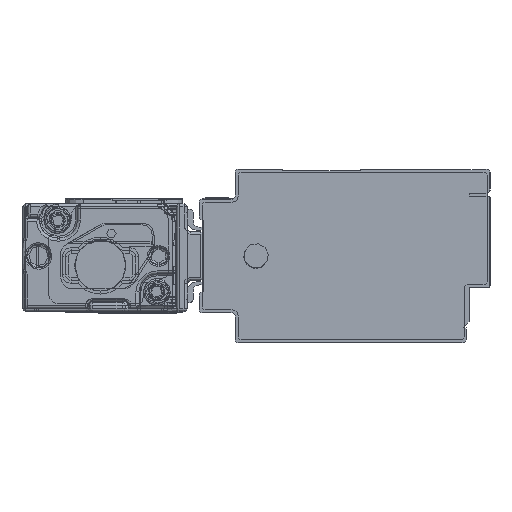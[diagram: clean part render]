
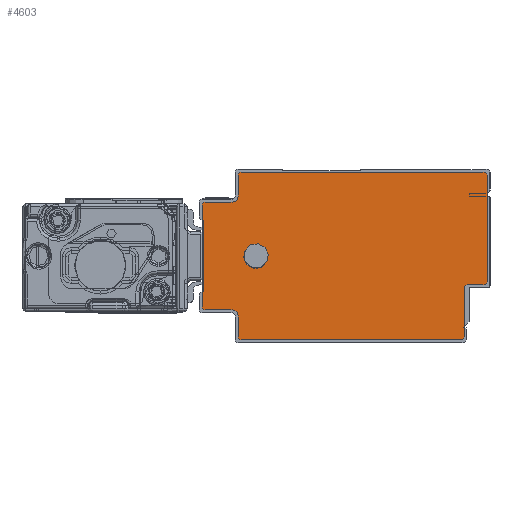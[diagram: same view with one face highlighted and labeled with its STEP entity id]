
A CAD part, left-side view. The second image highlights one B-rep face of the part: STEP entity #4603.
In plain terms, the highlighted planar face has unit normal (-1, 0, 0).
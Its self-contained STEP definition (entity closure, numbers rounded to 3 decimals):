
#1875=AXIS2_PLACEMENT_3D('Circle Axis2P3D',#1873,#1874,$) ;
#1913=AXIS2_PLACEMENT_3D('Circle Axis2P3D',#1911,#1912,$) ;
#1951=AXIS2_PLACEMENT_3D('Circle Axis2P3D',#1949,#1950,$) ;
#1989=AXIS2_PLACEMENT_3D('Circle Axis2P3D',#1987,#1988,$) ;
#4486=AXIS2_PLACEMENT_3D('Plane Axis2P3D',#4483,#4484,#4485) ;
#4490=AXIS2_PLACEMENT_3D('Circle Axis2P3D',#4488,#4489,$) ;
#4504=AXIS2_PLACEMENT_3D('Circle Axis2P3D',#4502,#4503,$) ;
#4518=AXIS2_PLACEMENT_3D('Circle Axis2P3D',#4516,#4517,$) ;
#4532=AXIS2_PLACEMENT_3D('Circle Axis2P3D',#4530,#4531,$) ;
#4546=AXIS2_PLACEMENT_3D('Circle Axis2P3D',#4544,#4545,$) ;
#4560=AXIS2_PLACEMENT_3D('Circle Axis2P3D',#4558,#4559,$) ;
#4587=AXIS2_PLACEMENT_3D('Circle Axis2P3D',#4585,#4586,$) ;
#4596=AXIS2_PLACEMENT_3D('Circle Axis2P3D',#4594,#4595,$) ;
#1831=CARTESIAN_POINT('Line Origine',(-3175.5,44.,14.5)) ;
#1835=CARTESIAN_POINT('Vertex',(-3175.5,44.,6.)) ;
#1837=CARTESIAN_POINT('Vertex',(-3175.5,44.,23.)) ;
#1873=CARTESIAN_POINT('Axis2P3D Location',(-3175.5,43.5,23.)) ;
#1877=CARTESIAN_POINT('Vertex',(-3175.5,43.5,23.5)) ;
#1892=CARTESIAN_POINT('Line Origine',(-3175.5,41.25,23.5)) ;
#1896=CARTESIAN_POINT('Vertex',(-3175.5,39.,23.5)) ;
#1911=CARTESIAN_POINT('Axis2P3D Location',(-3175.5,39.,24.5)) ;
#1915=CARTESIAN_POINT('Vertex',(-3175.5,38.,24.5)) ;
#1930=CARTESIAN_POINT('Line Origine',(-3175.5,38.,26.25)) ;
#1934=CARTESIAN_POINT('Vertex',(-3175.5,38.,28.)) ;
#1949=CARTESIAN_POINT('Axis2P3D Location',(-3175.5,37.5,28.)) ;
#1953=CARTESIAN_POINT('Vertex',(-3175.5,37.5,28.5)) ;
#1968=CARTESIAN_POINT('Line Origine',(-3175.5,17.25,28.5)) ;
#1972=CARTESIAN_POINT('Vertex',(-3175.5,-3.,28.5)) ;
#1987=CARTESIAN_POINT('Axis2P3D Location',(-3175.5,-3.,28.)) ;
#1991=CARTESIAN_POINT('Vertex',(-3175.5,-3.5,28.)) ;
#2006=CARTESIAN_POINT('Line Origine',(-3175.5,-3.5,19.1)) ;
#2010=CARTESIAN_POINT('Vertex',(-3175.5,-3.5,10.2)) ;
#4483=CARTESIAN_POINT('Axis2P3D Location',(-3175.5,0.,0.)) ;
#4488=CARTESIAN_POINT('Axis2P3D Location',(-3175.5,43.5,6.)) ;
#4492=CARTESIAN_POINT('Vertex',(-3175.5,43.5,5.5)) ;
#4495=CARTESIAN_POINT('Line Origine',(-3175.5,41.25,5.5)) ;
#4499=CARTESIAN_POINT('Vertex',(-3175.5,39.,5.5)) ;
#4502=CARTESIAN_POINT('Axis2P3D Location',(-3175.5,39.,4.5)) ;
#4506=CARTESIAN_POINT('Vertex',(-3175.5,38.,4.5)) ;
#4509=CARTESIAN_POINT('Line Origine',(-3175.5,38.,2.75)) ;
#4513=CARTESIAN_POINT('Vertex',(-3175.5,38.,1.)) ;
#4516=CARTESIAN_POINT('Axis2P3D Location',(-3175.5,37.5,1.)) ;
#4520=CARTESIAN_POINT('Vertex',(-3175.5,37.5,0.5)) ;
#4523=CARTESIAN_POINT('Line Origine',(-3175.5,19.15,0.5)) ;
#4527=CARTESIAN_POINT('Vertex',(-3175.5,0.8,0.5)) ;
#4530=CARTESIAN_POINT('Axis2P3D Location',(-3175.5,0.8,1.)) ;
#4534=CARTESIAN_POINT('Vertex',(-3175.5,0.3,1.)) ;
#4537=CARTESIAN_POINT('Line Origine',(-3175.5,0.3,5.1)) ;
#4541=CARTESIAN_POINT('Vertex',(-3175.5,0.3,9.2)) ;
#4544=CARTESIAN_POINT('Axis2P3D Location',(-3175.5,-0.2,9.2)) ;
#4548=CARTESIAN_POINT('Vertex',(-3175.5,-0.2,9.7)) ;
#4551=CARTESIAN_POINT('Line Origine',(-3175.5,-1.6,9.7)) ;
#4555=CARTESIAN_POINT('Vertex',(-3175.5,-3.,9.7)) ;
#4558=CARTESIAN_POINT('Axis2P3D Location',(-3175.5,-3.,10.2)) ;
#4585=CARTESIAN_POINT('Axis2P3D Location',(-3175.5,35.,14.5)) ;
#4589=CARTESIAN_POINT('Vertex',(-3175.5,33.186,13.509)) ;
#4591=CARTESIAN_POINT('Vertex',(-3175.5,36.814,15.491)) ;
#4594=CARTESIAN_POINT('Axis2P3D Location',(-3175.5,35.,14.5)) ;
#1832=DIRECTION('Vector Direction',(0.,0.,1.)) ;
#1874=DIRECTION('Axis2P3D Direction',(1.,0.,0.)) ;
#1893=DIRECTION('Vector Direction',(0.,1.,0.)) ;
#1912=DIRECTION('Axis2P3D Direction',(1.,0.,0.)) ;
#1931=DIRECTION('Vector Direction',(0.,0.,1.)) ;
#1950=DIRECTION('Axis2P3D Direction',(1.,0.,0.)) ;
#1969=DIRECTION('Vector Direction',(0.,1.,0.)) ;
#1988=DIRECTION('Axis2P3D Direction',(1.,0.,-0.)) ;
#2007=DIRECTION('Vector Direction',(0.,0.,-1.)) ;
#4484=DIRECTION('Axis2P3D Direction',(1.,0.,0.)) ;
#4485=DIRECTION('Axis2P3D XDirection',(0.,1.,0.)) ;
#4489=DIRECTION('Axis2P3D Direction',(1.,0.,0.)) ;
#4496=DIRECTION('Vector Direction',(0.,-1.,0.)) ;
#4503=DIRECTION('Axis2P3D Direction',(1.,0.,0.)) ;
#4510=DIRECTION('Vector Direction',(0.,0.,1.)) ;
#4517=DIRECTION('Axis2P3D Direction',(1.,0.,0.)) ;
#4524=DIRECTION('Vector Direction',(0.,-1.,0.)) ;
#4531=DIRECTION('Axis2P3D Direction',(1.,0.,0.)) ;
#4538=DIRECTION('Vector Direction',(0.,0.,-1.)) ;
#4545=DIRECTION('Axis2P3D Direction',(1.,0.,0.)) ;
#4552=DIRECTION('Vector Direction',(0.,1.,0.)) ;
#4559=DIRECTION('Axis2P3D Direction',(1.,0.,0.)) ;
#4586=DIRECTION('Axis2P3D Direction',(1.,0.,0.)) ;
#4595=DIRECTION('Axis2P3D Direction',(1.,0.,0.)) ;
#1833=VECTOR('Line Direction',#1832,1.) ;
#1894=VECTOR('Line Direction',#1893,1.) ;
#1932=VECTOR('Line Direction',#1931,1.) ;
#1970=VECTOR('Line Direction',#1969,1.) ;
#2008=VECTOR('Line Direction',#2007,1.) ;
#4497=VECTOR('Line Direction',#4496,1.) ;
#4511=VECTOR('Line Direction',#4510,1.) ;
#4525=VECTOR('Line Direction',#4524,1.) ;
#4539=VECTOR('Line Direction',#4538,1.) ;
#4553=VECTOR('Line Direction',#4552,1.) ;
#4564=ORIENTED_EDGE('',*,*,#1974,.F.) ;
#4565=ORIENTED_EDGE('',*,*,#1955,.F.) ;
#4566=ORIENTED_EDGE('',*,*,#1936,.F.) ;
#4567=ORIENTED_EDGE('',*,*,#1917,.F.) ;
#4568=ORIENTED_EDGE('',*,*,#1898,.F.) ;
#4569=ORIENTED_EDGE('',*,*,#1879,.F.) ;
#4570=ORIENTED_EDGE('',*,*,#1839,.F.) ;
#4571=ORIENTED_EDGE('',*,*,#4494,.F.) ;
#4572=ORIENTED_EDGE('',*,*,#4501,.F.) ;
#4573=ORIENTED_EDGE('',*,*,#4508,.F.) ;
#4574=ORIENTED_EDGE('',*,*,#4515,.F.) ;
#4575=ORIENTED_EDGE('',*,*,#4522,.F.) ;
#4576=ORIENTED_EDGE('',*,*,#4529,.F.) ;
#4577=ORIENTED_EDGE('',*,*,#4536,.F.) ;
#4578=ORIENTED_EDGE('',*,*,#4543,.F.) ;
#4579=ORIENTED_EDGE('',*,*,#4550,.F.) ;
#4580=ORIENTED_EDGE('',*,*,#4557,.F.) ;
#4581=ORIENTED_EDGE('',*,*,#4562,.F.) ;
#4582=ORIENTED_EDGE('',*,*,#2012,.F.) ;
#4583=ORIENTED_EDGE('',*,*,#1993,.F.) ;
#4600=ORIENTED_EDGE('',*,*,#4593,.T.) ;
#4601=ORIENTED_EDGE('',*,*,#4598,.T.) ;
#4602=FACE_BOUND('',#4599,.T.) ;
#4603=ADVANCED_FACE('\X2\FF8EFF9EFF83FF9EFF68FF70\X0\.2',(#4584,#4602),#4487,.F.) ;
#1876=CIRCLE('generated circle',#1875,0.5) ;
#1914=CIRCLE('generated circle',#1913,1.) ;
#1952=CIRCLE('generated circle',#1951,0.5) ;
#1990=CIRCLE('generated circle',#1989,0.5) ;
#4491=CIRCLE('generated circle',#4490,0.5) ;
#4505=CIRCLE('generated circle',#4504,1.) ;
#4519=CIRCLE('generated circle',#4518,0.5) ;
#4533=CIRCLE('generated circle',#4532,0.5) ;
#4547=CIRCLE('generated circle',#4546,0.5) ;
#4561=CIRCLE('generated circle',#4560,0.5) ;
#4588=CIRCLE('generated circle',#4587,2.067) ;
#4597=CIRCLE('generated circle',#4596,2.067) ;
#1839=EDGE_CURVE('',#1836,#1838,#1834,.T.) ;
#1879=EDGE_CURVE('',#1838,#1878,#1876,.T.) ;
#1898=EDGE_CURVE('',#1878,#1897,#1895,.F.) ;
#1917=EDGE_CURVE('',#1897,#1916,#1914,.F.) ;
#1936=EDGE_CURVE('',#1916,#1935,#1933,.T.) ;
#1955=EDGE_CURVE('',#1935,#1954,#1952,.T.) ;
#1974=EDGE_CURVE('',#1954,#1973,#1971,.F.) ;
#1993=EDGE_CURVE('',#1973,#1992,#1990,.T.) ;
#2012=EDGE_CURVE('',#1992,#2011,#2009,.T.) ;
#4494=EDGE_CURVE('',#4493,#1836,#4491,.T.) ;
#4501=EDGE_CURVE('',#4500,#4493,#4498,.F.) ;
#4508=EDGE_CURVE('',#4507,#4500,#4505,.F.) ;
#4515=EDGE_CURVE('',#4514,#4507,#4512,.T.) ;
#4522=EDGE_CURVE('',#4521,#4514,#4519,.T.) ;
#4529=EDGE_CURVE('',#4528,#4521,#4526,.F.) ;
#4536=EDGE_CURVE('',#4535,#4528,#4533,.T.) ;
#4543=EDGE_CURVE('',#4542,#4535,#4540,.T.) ;
#4550=EDGE_CURVE('',#4549,#4542,#4547,.F.) ;
#4557=EDGE_CURVE('',#4556,#4549,#4554,.T.) ;
#4562=EDGE_CURVE('',#2011,#4556,#4561,.T.) ;
#4593=EDGE_CURVE('',#4590,#4592,#4588,.T.) ;
#4598=EDGE_CURVE('',#4592,#4590,#4597,.T.) ;
#4563=EDGE_LOOP('',(#4564,#4565,#4566,#4567,#4568,#4569,#4570,#4571,#4572,#4573,#4574,#4575,#4576,#4577,#4578,#4579,#4580,#4581,#4582,#4583)) ;
#4599=EDGE_LOOP('',(#4600,#4601)) ;
#4584=FACE_OUTER_BOUND('',#4563,.T.) ;
#1834=LINE('Line',#1831,#1833) ;
#1895=LINE('Line',#1892,#1894) ;
#1933=LINE('Line',#1930,#1932) ;
#1971=LINE('Line',#1968,#1970) ;
#2009=LINE('Line',#2006,#2008) ;
#4498=LINE('Line',#4495,#4497) ;
#4512=LINE('Line',#4509,#4511) ;
#4526=LINE('Line',#4523,#4525) ;
#4540=LINE('Line',#4537,#4539) ;
#4554=LINE('Line',#4551,#4553) ;
#4487=PLANE('Plane',#4486) ;
#1836=VERTEX_POINT('',#1835) ;
#1838=VERTEX_POINT('',#1837) ;
#1878=VERTEX_POINT('',#1877) ;
#1897=VERTEX_POINT('',#1896) ;
#1916=VERTEX_POINT('',#1915) ;
#1935=VERTEX_POINT('',#1934) ;
#1954=VERTEX_POINT('',#1953) ;
#1973=VERTEX_POINT('',#1972) ;
#1992=VERTEX_POINT('',#1991) ;
#2011=VERTEX_POINT('',#2010) ;
#4493=VERTEX_POINT('',#4492) ;
#4500=VERTEX_POINT('',#4499) ;
#4507=VERTEX_POINT('',#4506) ;
#4514=VERTEX_POINT('',#4513) ;
#4521=VERTEX_POINT('',#4520) ;
#4528=VERTEX_POINT('',#4527) ;
#4535=VERTEX_POINT('',#4534) ;
#4542=VERTEX_POINT('',#4541) ;
#4549=VERTEX_POINT('',#4548) ;
#4556=VERTEX_POINT('',#4555) ;
#4590=VERTEX_POINT('',#4589) ;
#4592=VERTEX_POINT('',#4591) ;
